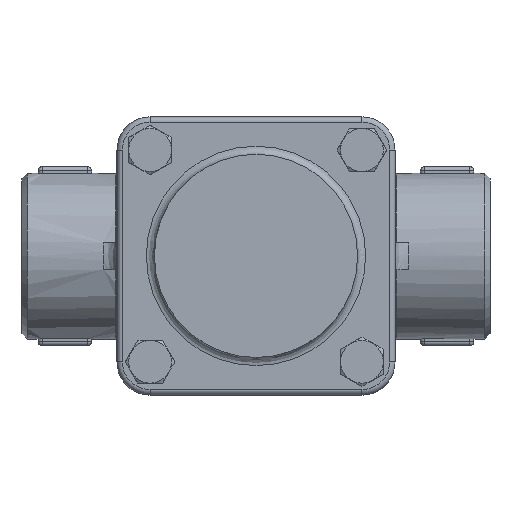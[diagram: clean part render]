
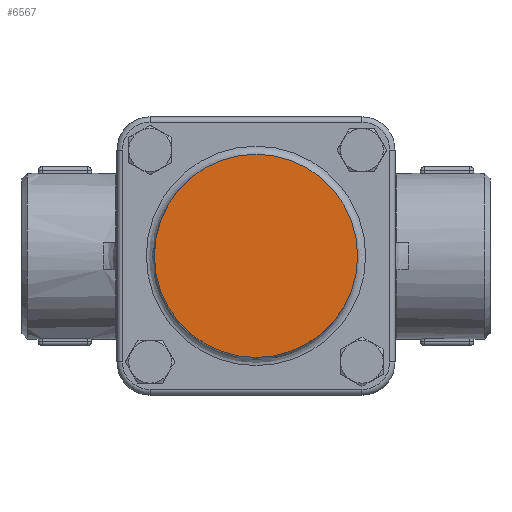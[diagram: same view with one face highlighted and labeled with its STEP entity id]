
A CAD part, top view. The second image highlights one B-rep face of the part: STEP entity #6567.
In plain terms, the highlighted planar face has unit normal (0, 0, 1).
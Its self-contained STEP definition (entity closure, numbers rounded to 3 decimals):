
#6544=CARTESIAN_POINT('',(38.0,0.,26.0));
#6545=VERTEX_POINT('',#6544);
#6546=CARTESIAN_POINT('',(0.,0.,26.0));
#6547=DIRECTION('',(0.0,0.0,-1.0));
#6548=DIRECTION('',(-1.0,0.0,0.0));
#6549=AXIS2_PLACEMENT_3D('',#6546,#6547,#6548);
#6550=CIRCLE('',#6549,38.0);
#6551=EDGE_CURVE('',#6545,#6545,#6550,.T.);
#6559=CARTESIAN_POINT('',(0.,0.,26.0));
#6560=DIRECTION('',(0.0,0.0,-1.0));
#6561=DIRECTION('',(-1.0,0.0,0.0));
#6562=AXIS2_PLACEMENT_3D('',#6559,#6560,#6561);
#6563=PLANE('',#6562);
#6564=ORIENTED_EDGE('',*,*,#6551,.F.);
#6565=EDGE_LOOP('',(#6564));
#6566=FACE_OUTER_BOUND('',#6565,.T.);
#6567=ADVANCED_FACE('',(#6566),#6563,.F.);
